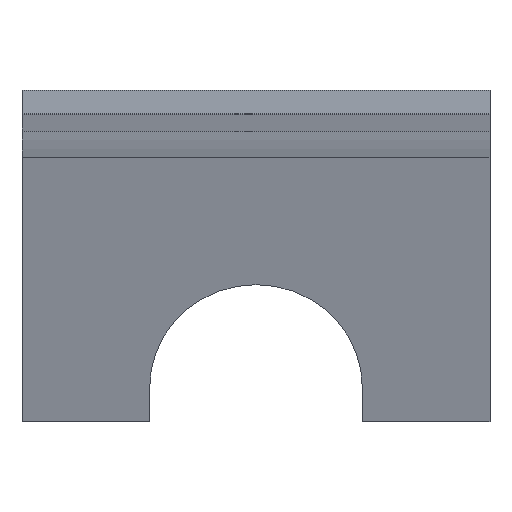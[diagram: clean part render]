
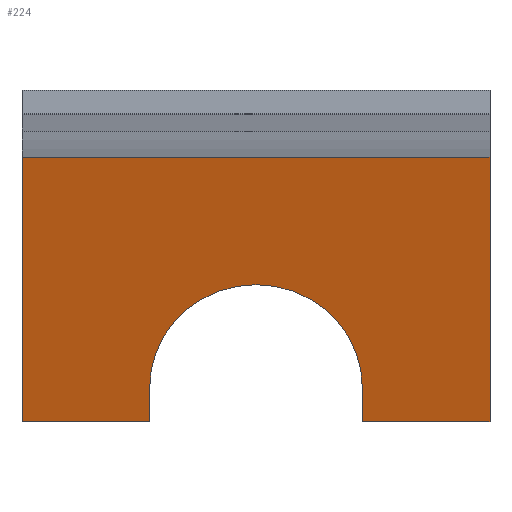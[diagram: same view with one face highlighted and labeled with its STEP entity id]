
A CAD part, top view. The second image highlights one B-rep face of the part: STEP entity #224.
In plain terms, the highlighted planar face has unit normal (0, -0.259, 0.966).
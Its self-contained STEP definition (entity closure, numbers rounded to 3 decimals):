
#15 = EDGE_CURVE ( 'NONE', #166, #177, #637, .T. ) ;
#17 = EDGE_CURVE ( 'NONE', #144, #119, #635, .T. ) ;
#20 = AXIS2_PLACEMENT_3D ( 'NONE', #812, #811, #810 ) ;
#28 = EDGE_CURVE ( 'NONE', #119, #120, #625, .T. ) ;
#44 = EDGE_CURVE ( 'NONE', #177, #174, #606, .T. ) ;
#53 = AXIS2_PLACEMENT_3D ( 'NONE', #350, #346, #345 ) ;
#84 = EDGE_CURVE ( 'NONE', #144, #124, #558, .T. ) ;
#86 = EDGE_CURVE ( 'NONE', #120, #118, #550, .T. ) ;
#100 = EDGE_CURVE ( 'NONE', #166, #124, #546, .T. ) ;
#102 = EDGE_CURVE ( 'NONE', #174, #118, #542, .T. ) ;
#115 = CARTESIAN_POINT ( 'NONE',  ( -19.8, -6.526, -3.389 ) ) ;
#118 = VERTEX_POINT ( 'NONE', #768 ) ;
#119 = VERTEX_POINT ( 'NONE', #772 ) ;
#120 = VERTEX_POINT ( 'NONE', #815 ) ;
#124 = VERTEX_POINT ( 'NONE', #767 ) ;
#129 = DIRECTION ( 'NONE',  ( 0., -0.966, -0.259 ) ) ;
#144 = VERTEX_POINT ( 'NONE', #777 ) ;
#162 = CARTESIAN_POINT ( 'NONE',  ( -5.4, -5.077, -3.001 ) ) ;
#166 = VERTEX_POINT ( 'NONE', #679 ) ;
#174 = VERTEX_POINT ( 'NONE', #681 ) ;
#177 = VERTEX_POINT ( 'NONE', #680 ) ;
#180 = DIRECTION ( 'NONE',  ( -1., 0., 0. ) ) ;
#181 = CARTESIAN_POINT ( 'NONE',  ( -76.279, 4.649, -0.395 ) ) ;
#182 = DIRECTION ( 'NONE',  ( 0., 0.966, 0.259 ) ) ;
#224 = ADVANCED_FACE ( 'NONE', ( #504 ), #818, .T. ) ;
#240 = DIRECTION ( 'NONE',  ( 1., 0., 0. ) ) ;
#241 = CARTESIAN_POINT ( 'NONE',  ( -19.8, -6.526, -3.389 ) ) ;
#243 = DIRECTION ( 'NONE',  ( 1., 0., 0. ) ) ;
#244 = CARTESIAN_POINT ( 'NONE',  ( -19.8, -6.526, -3.389 ) ) ;
#248 = DIRECTION ( 'NONE',  ( 0., -0.966, -0.259 ) ) ;
#249 = CARTESIAN_POINT ( 'NONE',  ( 0., -6.526, -3.389 ) ) ;
#345 = DIRECTION ( 'NONE',  ( 0., 0.966, 0.259 ) ) ;
#346 = DIRECTION ( 'NONE',  ( 0., -0.259, 0.966 ) ) ;
#350 = CARTESIAN_POINT ( 'NONE',  ( -9.9, -5.077, -3.001 ) ) ;
#370 = EDGE_LOOP ( 'NONE', ( #435, #419, #425, #420, #437, #433, #424, #401 ) ) ;
#401 = ORIENTED_EDGE ( 'NONE', *, *, #86, .T. ) ;
#419 = ORIENTED_EDGE ( 'NONE', *, *, #44, .F. ) ;
#420 = ORIENTED_EDGE ( 'NONE', *, *, #100, .T. ) ;
#424 = ORIENTED_EDGE ( 'NONE', *, *, #28, .T. ) ;
#425 = ORIENTED_EDGE ( 'NONE', *, *, #15, .F. ) ;
#433 = ORIENTED_EDGE ( 'NONE', *, *, #17, .T. ) ;
#435 = ORIENTED_EDGE ( 'NONE', *, *, #102, .F. ) ;
#437 = ORIENTED_EDGE ( 'NONE', *, *, #84, .F. ) ;
#504 = FACE_OUTER_BOUND ( 'NONE', #370, .T. ) ;
#541 = VECTOR ( 'NONE', #808, 1000. ) ;
#542 = LINE ( 'NONE', #803, #541 ) ;
#544 = VECTOR ( 'NONE', #240, 1000. ) ;
#546 = LINE ( 'NONE', #241, #544 ) ;
#548 = VECTOR ( 'NONE', #243, 1000. ) ;
#550 = LINE ( 'NONE', #244, #548 ) ;
#556 = VECTOR ( 'NONE', #248, 1000. ) ;
#558 = LINE ( 'NONE', #249, #556 ) ;
#606 = CIRCLE ( 'NONE', #53, 4.5 ) ;
#624 = VECTOR ( 'NONE', #129, 1000. ) ;
#625 = LINE ( 'NONE', #115, #624 ) ;
#634 = VECTOR ( 'NONE', #180, 1000. ) ;
#635 = LINE ( 'NONE', #181, #634 ) ;
#636 = VECTOR ( 'NONE', #182, 1000. ) ;
#637 = LINE ( 'NONE', #162, #636 ) ;
#679 = CARTESIAN_POINT ( 'NONE',  ( -5.4, -6.526, -3.389 ) ) ;
#680 = CARTESIAN_POINT ( 'NONE',  ( -5.4, -5.077, -3.001 ) ) ;
#681 = CARTESIAN_POINT ( 'NONE',  ( -14.4, -5.077, -3.001 ) ) ;
#767 = CARTESIAN_POINT ( 'NONE',  ( 0., -6.526, -3.389 ) ) ;
#768 = CARTESIAN_POINT ( 'NONE',  ( -14.4, -6.526, -3.389 ) ) ;
#772 = CARTESIAN_POINT ( 'NONE',  ( -19.8, 4.649, -0.395 ) ) ;
#777 = CARTESIAN_POINT ( 'NONE',  ( 0., 4.649, -0.395 ) ) ;
#803 = CARTESIAN_POINT ( 'NONE',  ( -14.4, -5.56, -3.13 ) ) ;
#808 = DIRECTION ( 'NONE',  ( 0., -0.966, -0.259 ) ) ;
#810 = DIRECTION ( 'NONE',  ( 0., -0.966, -0.259 ) ) ;
#811 = DIRECTION ( 'NONE',  ( 0., -0.259, 0.966 ) ) ;
#812 = CARTESIAN_POINT ( 'NONE',  ( -19.8, -6.526, -3.389 ) ) ;
#815 = CARTESIAN_POINT ( 'NONE',  ( -19.8, -6.526, -3.389 ) ) ;
#818 = PLANE ( 'NONE',  #20 ) ;
